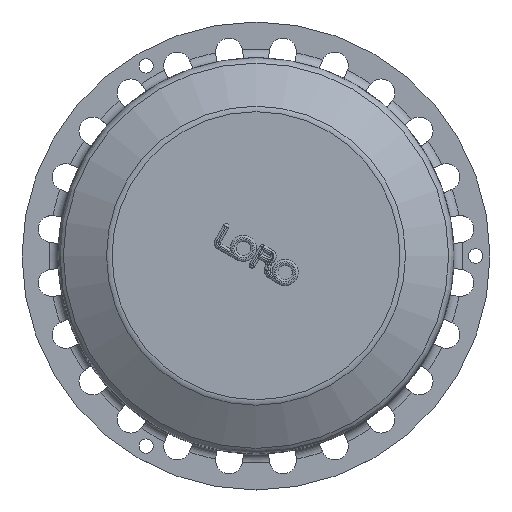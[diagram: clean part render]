
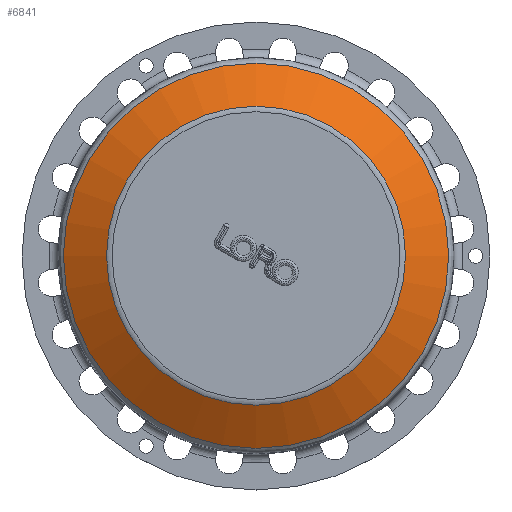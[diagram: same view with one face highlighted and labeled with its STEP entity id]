
A CAD part, top view. The second image highlights one B-rep face of the part: STEP entity #6841.
In plain terms, the highlighted conical face has half-angle 59.744 degrees and reference radius 950.301 mm.
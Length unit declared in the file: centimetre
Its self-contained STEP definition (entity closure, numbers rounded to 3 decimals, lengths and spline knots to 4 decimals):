
#49=CONICAL_SURFACE('',#7452,95.0301,1.043);
#386=CIRCLE('',#7449,83.0464);
#388=CIRCLE('',#7451,83.0464);
#389=CIRCLE('',#7453,107.0137);
#390=CIRCLE('',#7454,107.0137);
#904=FACE_OUTER_BOUND('',#1255,.T.);
#1255=EDGE_LOOP('',(#5849,#5850,#5851,#5852,#5853,#5854));
#1704=LINE('',#17125,#2126);
#2126=VECTOR('',#9003,95.0301);
#3129=VERTEX_POINT('',#17115);
#3130=VERTEX_POINT('',#17116);
#3131=VERTEX_POINT('',#17121);
#3132=VERTEX_POINT('',#17122);
#4147=EDGE_CURVE('',#3129,#3130,#386,.T.);
#4149=EDGE_CURVE('',#3130,#3129,#388,.T.);
#4150=EDGE_CURVE('',#3131,#3132,#389,.T.);
#4151=EDGE_CURVE('',#3132,#3131,#390,.T.);
#4152=EDGE_CURVE('',#3132,#3130,#1704,.T.);
#5849=ORIENTED_EDGE('',*,*,#4150,.F.);
#5850=ORIENTED_EDGE('',*,*,#4151,.F.);
#5851=ORIENTED_EDGE('',*,*,#4152,.T.);
#5852=ORIENTED_EDGE('',*,*,#4149,.T.);
#5853=ORIENTED_EDGE('',*,*,#4147,.T.);
#5854=ORIENTED_EDGE('',*,*,#4152,.F.);
#6841=ADVANCED_FACE('',(#904),#49,.T.);
#7449=AXIS2_PLACEMENT_3D('',#17117,#8991,#8992);
#7451=AXIS2_PLACEMENT_3D('',#17119,#8995,#8996);
#7452=AXIS2_PLACEMENT_3D('',#17120,#8997,#8998);
#7453=AXIS2_PLACEMENT_3D('',#17123,#8999,#9000);
#7454=AXIS2_PLACEMENT_3D('',#17124,#9001,#9002);
#8991=DIRECTION('center_axis',(0.,0.,
-1.));
#8992=DIRECTION('ref_axis',(1.,0.,0.));
#8995=DIRECTION('center_axis',(0.,0.,
-1.));
#8996=DIRECTION('ref_axis',(1.,0.,0.));
#8997=DIRECTION('center_axis',(0.,0.,
-1.));
#8998=DIRECTION('ref_axis',(-1.,0.,0.));
#8999=DIRECTION('center_axis',(0.,0.,
-1.));
#9000=DIRECTION('ref_axis',(1.,0.,0.));
#9001=DIRECTION('center_axis',(0.,0.,
-1.));
#9002=DIRECTION('ref_axis',(1.,0.,0.));
#9003=DIRECTION('',(-0.864,0.,0.504));
#17115=CARTESIAN_POINT('',(2554.6673,-245.0147,45.1691));
#17116=CARTESIAN_POINT('',(2637.7137,-161.9683,45.1691));
#17117=CARTESIAN_POINT('Origin',(2554.6673,-161.9683,45.1691));
#17119=CARTESIAN_POINT('Origin',(2554.6673,-161.9683,45.1691));
#17120=CARTESIAN_POINT('Origin',(2554.6673,-161.9683,38.1786));
#17121=CARTESIAN_POINT('',(2554.6673,-268.9821,31.1881));
#17122=CARTESIAN_POINT('',(2661.681,-161.9683,31.1881));
#17123=CARTESIAN_POINT('Origin',(2554.6673,-161.9683,31.1881));
#17124=CARTESIAN_POINT('Origin',(2554.6673,-161.9683,31.1881));
#17125=CARTESIAN_POINT('',(2649.6973,-161.9683,38.1786));
